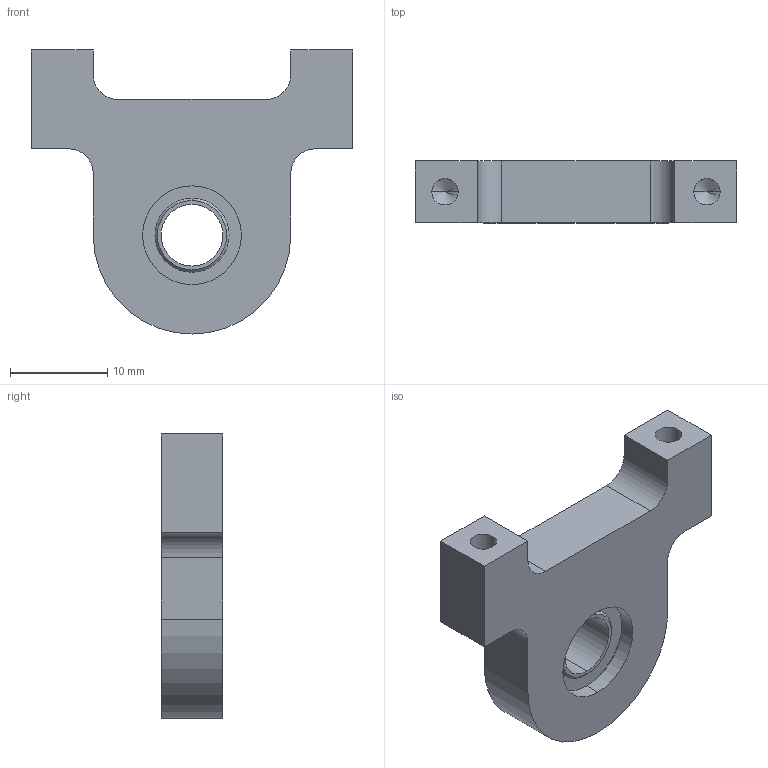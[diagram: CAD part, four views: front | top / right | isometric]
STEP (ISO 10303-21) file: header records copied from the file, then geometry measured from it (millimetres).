
FILE_DESCRIPTION (( 'STEP AP203' ), '1' );
FILE_NAME ('ROB-12333.STEP', '2014-12-06T03:12:03', ( '' ), ( '' ), 'SwSTEP 2.0', 'SolidWorks 2014', '' );
FILE_SCHEMA (( 'CONFIG_CONTROL_DESIGN' ));
Length unit declared in the file: inch
Products named in the file (1): ROB-12333
Bounding box: 33.02 x 6.35 x 29.21 mm (x, y, z)
Volume: 3284.7 mm3; surface area: 2534.3 mm2
Topology: 2 solids, 2 shells, 57 faces, 133 edges, 82 vertices
Faces by surface type: cylinder 24, plane 19, cone 14
Entity records: 1690 total; most frequent: DIRECTION 303, CARTESIAN_POINT 269, ORIENTED_EDGE 258, EDGE_CURVE 129, AXIS2_PLACEMENT_3D 116, VERTEX_POINT 82, VECTOR 71, LINE 71
